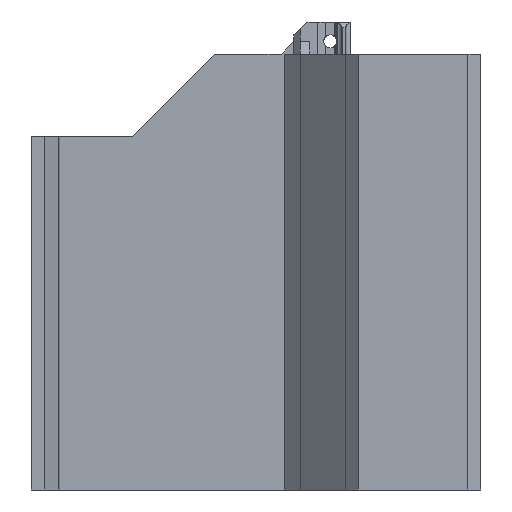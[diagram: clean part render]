
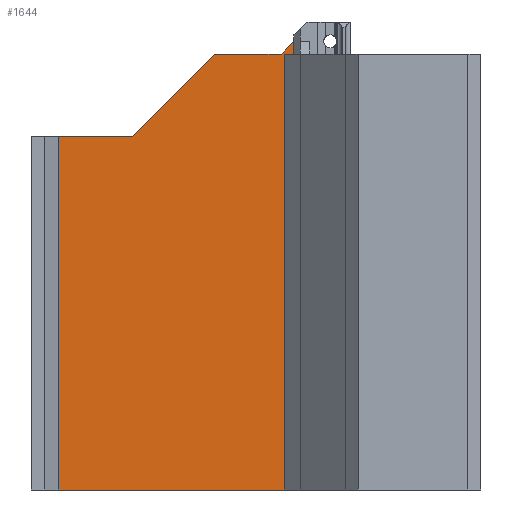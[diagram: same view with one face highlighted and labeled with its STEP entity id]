
A CAD part, front view. The second image highlights one B-rep face of the part: STEP entity #1644.
In plain terms, the highlighted planar face has unit normal (0, -1, 0).
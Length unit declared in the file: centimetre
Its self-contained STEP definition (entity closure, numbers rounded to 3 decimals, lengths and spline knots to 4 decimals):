
#180=VECTOR('',#1853,1.);
#194=VECTOR('',#1870,1.);
#197=VECTOR('',#1874,1.);
#234=VECTOR('',#1917,1.);
#241=VECTOR('',#1925,1.);
#326=VECTOR('',#2113,1.);
#327=VECTOR('',#2114,1.);
#366=LINE('',#2233,#180);
#380=LINE('',#2262,#194);
#383=LINE('',#2268,#197);
#420=LINE('',#2342,#234);
#427=LINE('',#2357,#241);
#512=LINE('',#2601,#326);
#513=LINE('',#2603,#327);
#565=VERTEX_POINT('',#2234);
#566=VERTEX_POINT('',#2235);
#577=VERTEX_POINT('',#2263);
#578=VERTEX_POINT('',#2267);
#609=VERTEX_POINT('',#2341);
#616=VERTEX_POINT('',#2356);
#674=VERTEX_POINT('',#2602);
#748=EDGE_CURVE('',#566,#565,#366,.T.);
#762=EDGE_CURVE('',#565,#577,#380,.F.);
#765=EDGE_CURVE('',#577,#578,#383,.T.);
#802=EDGE_CURVE('',#578,#609,#420,.T.);
#809=EDGE_CURVE('',#609,#616,#427,.T.);
#922=EDGE_CURVE('',#674,#616,#512,.T.);
#923=EDGE_CURVE('',#674,#566,#513,.T.);
#1347=ORIENTED_EDGE('',*,*,#809,.T.);
#1348=ORIENTED_EDGE('',*,*,#922,.F.);
#1349=ORIENTED_EDGE('',*,*,#923,.T.);
#1350=ORIENTED_EDGE('',*,*,#748,.T.);
#1351=ORIENTED_EDGE('',*,*,#762,.T.);
#1352=ORIENTED_EDGE('',*,*,#765,.T.);
#1353=ORIENTED_EDGE('',*,*,#802,.T.);
#1481=EDGE_LOOP('',(#1347,#1348,#1349,#1350,#1351,#1352,#1353));
#1563=FACE_BOUND('',#1481,.T.);
#1644=ADVANCED_FACE('',(#1563),#2673,.T.);
#1761=AXIS2_PLACEMENT_3D('',#2600,#2112,$);
#1853=DIRECTION('',(0.,0.,1.));
#1870=DIRECTION('',(0.707,0.,0.707));
#1874=DIRECTION('',(-1.,0.,0.));
#1917=DIRECTION('',(-0.707,0.,-0.707));
#1925=DIRECTION('',(-1.,0.,0.));
#2112=DIRECTION('',(0.,-1.,0.));
#2113=DIRECTION('',(0.,0.,1.));
#2114=DIRECTION('',(1.,0.,0.));
#2233=CARTESIAN_POINT('',(1.2922,4.9801,6.));
#2234=CARTESIAN_POINT('',(1.2922,4.9801,13.9));
#2235=CARTESIAN_POINT('',(1.2922,4.9801,0.));
#2262=CARTESIAN_POINT('',(-3.2643,4.9801,9.3435));
#2263=CARTESIAN_POINT('',(0.8922,4.9801,13.5));
#2267=CARTESIAN_POINT('',(-1.1598,4.9801,13.5));
#2268=CARTESIAN_POINT('',(-6.5598,4.9802,13.5));
#2341=CARTESIAN_POINT('',(-3.7199,4.9801,10.9399));
#2342=CARTESIAN_POINT('',(-5.5433,4.9801,9.1165));
#2356=CARTESIAN_POINT('',(-6.5598,4.9802,10.9399));
#2357=CARTESIAN_POINT('',(-3.9588,4.9801,10.9399));
#2600=CARTESIAN_POINT('',(-2.6338,4.9801,0.));
#2601=CARTESIAN_POINT('',(-6.5598,4.9802,0.));
#2602=CARTESIAN_POINT('',(-6.5598,4.9802,0.));
#2603=CARTESIAN_POINT('',(-6.5598,4.9802,0.));
#2673=PLANE('',#1761);
